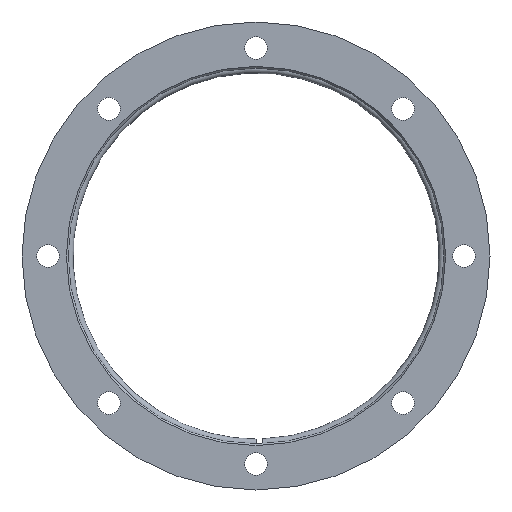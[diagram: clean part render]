
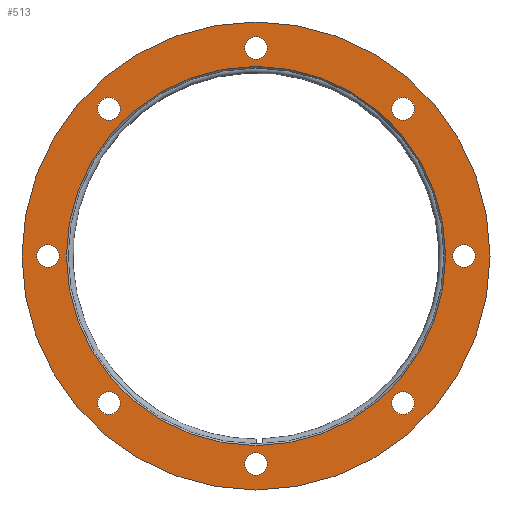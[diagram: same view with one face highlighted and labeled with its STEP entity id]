
A CAD part, left-side view. The second image highlights one B-rep face of the part: STEP entity #513.
In plain terms, the highlighted planar face has unit normal (-1, 0, 0).
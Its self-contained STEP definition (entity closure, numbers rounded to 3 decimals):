
#1 = CIRCLE ( 'NONE', #520, 5.5 ) ;
#12 = FACE_BOUND ( 'NONE', #452, .T. ) ;
#19 = VERTEX_POINT ( 'NONE', #280 ) ;
#21 = FACE_BOUND ( 'NONE', #25, .T. ) ;
#25 = EDGE_LOOP ( 'NONE', ( #512 ) ) ;
#30 = EDGE_CURVE ( 'NONE', #130, #130, #110, .T. ) ;
#39 = CARTESIAN_POINT ( 'NONE',  ( -9.5, -100., 0. ) ) ;
#41 = AXIS2_PLACEMENT_3D ( 'NONE', #356, #442, #86 ) ;
#45 = DIRECTION ( 'NONE',  ( 1., 0., 0. ) ) ;
#46 = CARTESIAN_POINT ( 'NONE',  ( -9.5, -70.711, -76.211 ) ) ;
#47 = EDGE_CURVE ( 'NONE', #295, #295, #400, .T. ) ;
#50 = FACE_OUTER_BOUND ( 'NONE', #238, .T. ) ;
#55 = VERTEX_POINT ( 'NONE', #446 ) ;
#59 = DIRECTION ( 'NONE',  ( 1., 0., 0. ) ) ;
#66 = VERTEX_POINT ( 'NONE', #287 ) ;
#84 = FACE_BOUND ( 'NONE', #383, .T. ) ;
#86 = DIRECTION ( 'NONE',  ( 0., 0., -1. ) ) ;
#87 = DIRECTION ( 'NONE',  ( 0., 0., -1. ) ) ;
#90 = CARTESIAN_POINT ( 'NONE',  ( -9.5, 0., -91.15 ) ) ;
#93 = CARTESIAN_POINT ( 'NONE',  ( -9.5, 0., 0. ) ) ;
#95 = CIRCLE ( 'NONE', #191, 5.5 ) ;
#110 = CIRCLE ( 'NONE', #41, 5.5 ) ;
#115 = EDGE_CURVE ( 'NONE', #55, #55, #314, .T. ) ;
#127 = ORIENTED_EDGE ( 'NONE', *, *, #568, .T. ) ;
#130 = VERTEX_POINT ( 'NONE', #316 ) ;
#131 = EDGE_CURVE ( 'NONE', #509, #509, #95, .T. ) ;
#134 = FACE_BOUND ( 'NONE', #249, .T. ) ;
#136 = CARTESIAN_POINT ( 'NONE',  ( -9.5, 0., -100. ) ) ;
#145 = AXIS2_PLACEMENT_3D ( 'NONE', #93, #566, #321 ) ;
#151 = EDGE_CURVE ( 'NONE', #19, #19, #276, .T. ) ;
#153 = VERTEX_POINT ( 'NONE', #416 ) ;
#157 = ORIENTED_EDGE ( 'NONE', *, *, #151, .T. ) ;
#159 = EDGE_CURVE ( 'NONE', #301, #301, #436, .T. ) ;
#160 = AXIS2_PLACEMENT_3D ( 'NONE', #39, #567, #220 ) ;
#161 = EDGE_LOOP ( 'NONE', ( #352 ) ) ;
#162 = ORIENTED_EDGE ( 'NONE', *, *, #460, .T. ) ;
#165 = VERTEX_POINT ( 'NONE', #180 ) ;
#168 = CIRCLE ( 'NONE', #145, 112.5 ) ;
#180 = CARTESIAN_POINT ( 'NONE',  ( -9.5, 0., 112.5 ) ) ;
#188 = CIRCLE ( 'NONE', #160, 5.5 ) ;
#191 = AXIS2_PLACEMENT_3D ( 'NONE', #136, #326, #445 ) ;
#207 = ORIENTED_EDGE ( 'NONE', *, *, #302, .T. ) ;
#220 = DIRECTION ( 'NONE',  ( 0., 0., -1. ) ) ;
#223 = AXIS2_PLACEMENT_3D ( 'NONE', #315, #358, #87 ) ;
#228 = ORIENTED_EDGE ( 'NONE', *, *, #30, .T. ) ;
#238 = EDGE_LOOP ( 'NONE', ( #127 ) ) ;
#247 = AXIS2_PLACEMENT_3D ( 'NONE', #322, #45, #363 ) ;
#249 = EDGE_LOOP ( 'NONE', ( #207 ) ) ;
#255 = CARTESIAN_POINT ( 'NONE',  ( -9.5, 70.711, -70.711 ) ) ;
#266 = FACE_BOUND ( 'NONE', #284, .T. ) ;
#272 = EDGE_LOOP ( 'NONE', ( #542 ) ) ;
#276 = CIRCLE ( 'NONE', #223, 5.5 ) ;
#280 = CARTESIAN_POINT ( 'NONE',  ( -9.5, 0., 94.5 ) ) ;
#281 = AXIS2_PLACEMENT_3D ( 'NONE', #255, #515, #361 ) ;
#284 = EDGE_LOOP ( 'NONE', ( #162 ) ) ;
#287 = CARTESIAN_POINT ( 'NONE',  ( -9.5, -70.711, 65.211 ) ) ;
#295 = VERTEX_POINT ( 'NONE', #90 ) ;
#301 = VERTEX_POINT ( 'NONE', #46 ) ;
#302 = EDGE_CURVE ( 'NONE', #66, #66, #533, .T. ) ;
#314 = CIRCLE ( 'NONE', #281, 5.5 ) ;
#315 = CARTESIAN_POINT ( 'NONE',  ( -9.5, 0., 100. ) ) ;
#316 = CARTESIAN_POINT ( 'NONE',  ( -9.5, 70.711, 65.211 ) ) ;
#321 = DIRECTION ( 'NONE',  ( 0., 0., 1. ) ) ;
#322 = CARTESIAN_POINT ( 'NONE',  ( -9.5, -70.711, -70.711 ) ) ;
#323 = DIRECTION ( 'NONE',  ( 1., 0., 0. ) ) ;
#326 = DIRECTION ( 'NONE',  ( 1., 0., 0. ) ) ;
#335 = CARTESIAN_POINT ( 'NONE',  ( -9.5, 100., -5.5 ) ) ;
#338 = ORIENTED_EDGE ( 'NONE', *, *, #47, .T. ) ;
#352 = ORIENTED_EDGE ( 'NONE', *, *, #131, .T. ) ;
#356 = CARTESIAN_POINT ( 'NONE',  ( -9.5, 70.711, 70.711 ) ) ;
#358 = DIRECTION ( 'NONE',  ( 1., 0., 0. ) ) ;
#361 = DIRECTION ( 'NONE',  ( 0., 0., -1. ) ) ;
#363 = DIRECTION ( 'NONE',  ( 0., 0., -1. ) ) ;
#371 = FACE_BOUND ( 'NONE', #432, .T. ) ;
#381 = DIRECTION ( 'NONE',  ( 1., 0., 0. ) ) ;
#383 = EDGE_LOOP ( 'NONE', ( #157 ) ) ;
#400 = CIRCLE ( 'NONE', #471, 91.15 ) ;
#404 = DIRECTION ( 'NONE',  ( 0., 0., -1. ) ) ;
#414 = VERTEX_POINT ( 'NONE', #335 ) ;
#416 = CARTESIAN_POINT ( 'NONE',  ( -9.5, -100., -5.5 ) ) ;
#432 = EDGE_LOOP ( 'NONE', ( #505 ) ) ;
#436 = CIRCLE ( 'NONE', #247, 5.5 ) ;
#438 = DIRECTION ( 'NONE',  ( 0., 0., -1. ) ) ;
#442 = DIRECTION ( 'NONE',  ( 1., 0., 0. ) ) ;
#445 = DIRECTION ( 'NONE',  ( 0., 0., -1. ) ) ;
#446 = CARTESIAN_POINT ( 'NONE',  ( -9.5, 70.711, -76.211 ) ) ;
#449 = EDGE_LOOP ( 'NONE', ( #228 ) ) ;
#452 = EDGE_LOOP ( 'NONE', ( #338 ) ) ;
#459 = CARTESIAN_POINT ( 'NONE',  ( -9.5, 0., 0. ) ) ;
#460 = EDGE_CURVE ( 'NONE', #414, #414, #1, .T. ) ;
#471 = AXIS2_PLACEMENT_3D ( 'NONE', #459, #381, #496 ) ;
#479 = FACE_BOUND ( 'NONE', #161, .T. ) ;
#486 = DIRECTION ( 'NONE',  ( 1., 0., 0. ) ) ;
#489 = FACE_BOUND ( 'NONE', #272, .T. ) ;
#490 = AXIS2_PLACEMENT_3D ( 'NONE', #491, #59, #538 ) ;
#491 = CARTESIAN_POINT ( 'NONE',  ( -9.5, -70.711, 70.711 ) ) ;
#496 = DIRECTION ( 'NONE',  ( 0., 0., -1. ) ) ;
#505 = ORIENTED_EDGE ( 'NONE', *, *, #534, .T. ) ;
#509 = VERTEX_POINT ( 'NONE', #532 ) ;
#512 = ORIENTED_EDGE ( 'NONE', *, *, #159, .T. ) ;
#513 = ADVANCED_FACE ( 'NONE', ( #266, #489, #479, #21, #371, #134, #84, #545, #12, #50 ), #527, .F. ) ;
#515 = DIRECTION ( 'NONE',  ( 1., 0., 0. ) ) ;
#520 = AXIS2_PLACEMENT_3D ( 'NONE', #561, #486, #404 ) ;
#527 = PLANE ( 'NONE',  #529 ) ;
#529 = AXIS2_PLACEMENT_3D ( 'NONE', #569, #323, #438 ) ;
#532 = CARTESIAN_POINT ( 'NONE',  ( -9.5, 0., -105.5 ) ) ;
#533 = CIRCLE ( 'NONE', #490, 5.5 ) ;
#534 = EDGE_CURVE ( 'NONE', #153, #153, #188, .T. ) ;
#538 = DIRECTION ( 'NONE',  ( 0., 0., -1. ) ) ;
#542 = ORIENTED_EDGE ( 'NONE', *, *, #115, .T. ) ;
#545 = FACE_BOUND ( 'NONE', #449, .T. ) ;
#561 = CARTESIAN_POINT ( 'NONE',  ( -9.5, 100., 0. ) ) ;
#566 = DIRECTION ( 'NONE',  ( -1., 0., 0. ) ) ;
#567 = DIRECTION ( 'NONE',  ( 1., 0., 0. ) ) ;
#568 = EDGE_CURVE ( 'NONE', #165, #165, #168, .T. ) ;
#569 = CARTESIAN_POINT ( 'NONE',  ( -9.5, 0., -112.5 ) ) ;
